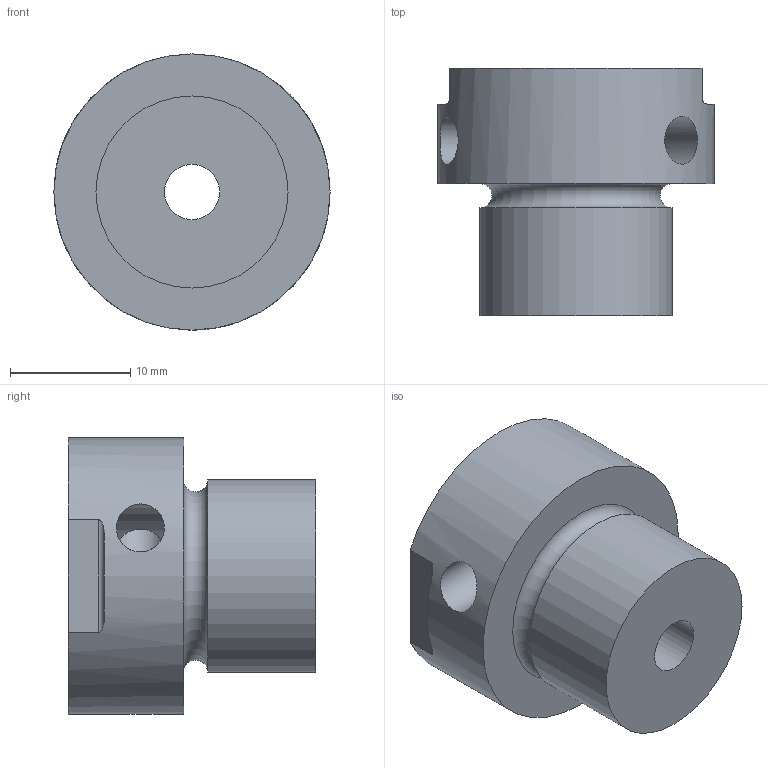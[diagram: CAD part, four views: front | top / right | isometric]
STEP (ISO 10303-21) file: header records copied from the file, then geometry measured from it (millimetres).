
FILE_DESCRIPTION(/* description */ (''),/* implementation_level */ '2;1');
FILE_NAME(/* name */ 'TWR.2A.4.03.02.004_swirl_element-TWR2.stp',/* time_stamp */ '2023-04-17T03:50:05+02:00',/* author */ (''),/* organization */ (''),/* preprocessor_version */ 'ST-DEVELOPER v18.101',/* originating_system */ 'SIEMENS PLM Software NX 2011',/* authorisation */ '');
FILE_SCHEMA (('AUTOMOTIVE_DESIGN { 1 0 10303 214 3 1 1 1 }'));
Length unit declared in the file: millimetre
Products named in the file (1): 0.02_swirl_element-TWR2
Bounding box: 23 x 20.6 x 23 mm (x, y, z)
Volume: 3773.5 mm3; surface area: 2870.2 mm2
Topology: 1 solids, 1 shells, 23 faces, 63 edges, 42 vertices
Faces by surface type: cylinder 10, plane 8, torus 3, cone 2
Full cylindrical faces by diameter (mm): 4 x3, 4.6 x1, 12 x1, 16 x2, 23 x1
Entity records: 856 total; most frequent: CARTESIAN_POINT 368, DIRECTION 92, ORIENTED_EDGE 74, EDGE_LOOP 46, AXIS2_PLACEMENT_3D 41, FACE_BOUND 40, EDGE_CURVE 37, VERTEX_POINT 31
